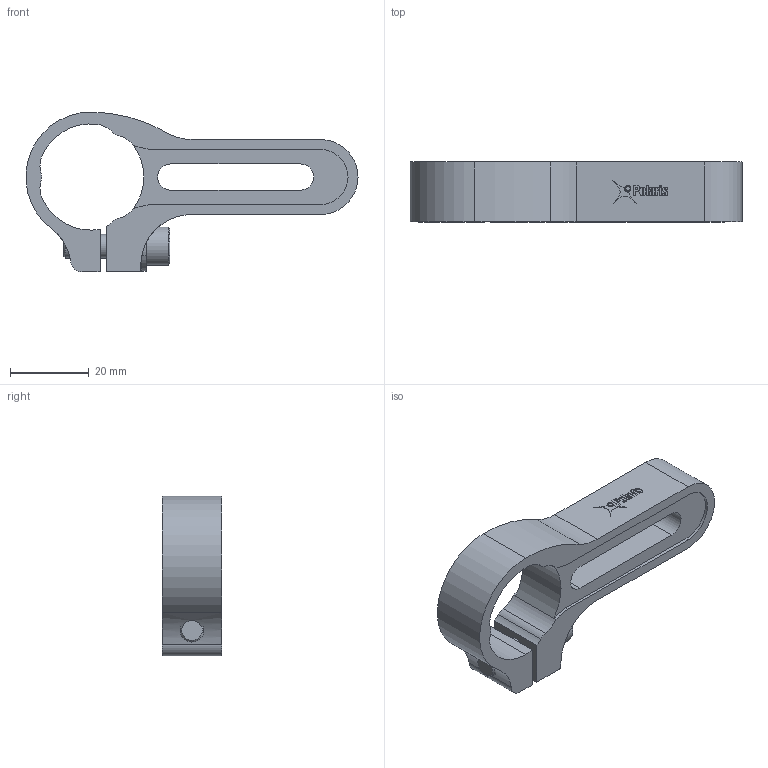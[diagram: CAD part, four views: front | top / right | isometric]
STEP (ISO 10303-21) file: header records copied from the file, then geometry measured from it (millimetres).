
FILE_DESCRIPTION (( 'STEP AP214' ), '1' );
FILE_NAME ('TTN035985-E0W.STEP', '2015-03-04T13:23:05', ( 'admin' ), ( '' ), 'SwSTEP 2.0', 'SolidWorks 2014', '' );
FILE_SCHEMA (( 'AUTOMOTIVE_DESIGN' ));
Length unit declared in the file: inch
Products named in the file (1): TTN035985-E0W
Bounding box: 84.41 x 15.24 x 40.64 mm (x, y, z)
Volume: 18346.9 mm3; surface area: 9956.5 mm2
Topology: 3 solids, 3 shells, 553 faces, 1475 edges, 976 vertices
Faces by surface type: plane 310, bspline 190, cylinder 45, cone 6, torus 2
Entity records: 27956 total; most frequent: CARTESIAN_POINT 8137, ORIENTED_EDGE 2946, DIRECTION 1909, EDGE_CURVE 1473, VECTOR 993, LINE 993, VERTEX_POINT 976, EDGE_LOOP 611
